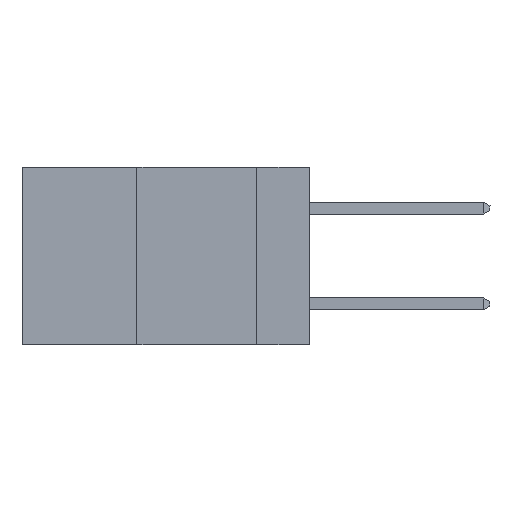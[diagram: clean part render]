
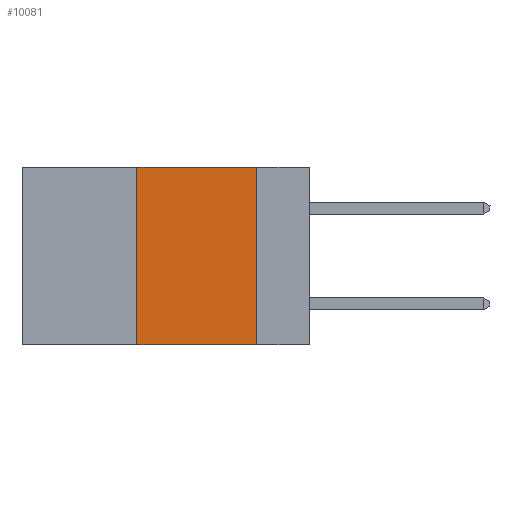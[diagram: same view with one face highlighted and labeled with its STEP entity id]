
A CAD part, left-side view. The second image highlights one B-rep face of the part: STEP entity #10081.
In plain terms, the highlighted planar face has unit normal (-1, 0, 0).
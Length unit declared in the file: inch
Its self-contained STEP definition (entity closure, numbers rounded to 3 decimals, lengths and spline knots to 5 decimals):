
#285 = CARTESIAN_POINT ( 'NONE',  ( 0., 0.36, -0.37 ) ) ;
#308 = DIRECTION ( 'NONE',  ( 0., -1., 0. ) ) ;
#1021 = CARTESIAN_POINT ( 'NONE',  ( 0., 0.11, 0. ) ) ;
#1516 = CARTESIAN_POINT ( 'NONE',  ( 0., 0.6, 0. ) ) ;
#2670 = DIRECTION ( 'NONE',  ( 0., 0., 1. ) ) ;
#2747 = PLANE ( 'NONE',  #3258 ) ;
#2775 = ORIENTED_EDGE ( 'NONE', *, *, #6874, .F. ) ;
#3258 = AXIS2_PLACEMENT_3D ( 'NONE', #15284, #6297, #4016 ) ;
#3550 = LINE ( 'NONE', #1021, #12626 ) ;
#3574 = EDGE_CURVE ( 'NONE', #3846, #9532, #3550, .T. ) ;
#3846 = VERTEX_POINT ( 'NONE', #14648 ) ;
#4016 = DIRECTION ( 'NONE',  ( 0., 0., -1. ) ) ;
#4019 = EDGE_LOOP ( 'NONE', ( #15409, #6401, #2775, #16476 ) ) ;
#4365 = VECTOR ( 'NONE', #308, 39.37008 ) ;
#4431 = CARTESIAN_POINT ( 'NONE',  ( 0., 0.11, -0.37 ) ) ;
#5249 = LINE ( 'NONE', #1516, #16470 ) ;
#5579 = VERTEX_POINT ( 'NONE', #15746 ) ;
#6297 = DIRECTION ( 'NONE',  ( 1., 0., 0. ) ) ;
#6401 = ORIENTED_EDGE ( 'NONE', *, *, #13106, .F. ) ;
#6469 = LINE ( 'NONE', #12942, #14302 ) ;
#6874 = EDGE_CURVE ( 'NONE', #16086, #5579, #6469, .T. ) ;
#7972 = LINE ( 'NONE', #13105, #4365 ) ;
#9532 = VERTEX_POINT ( 'NONE', #4431 ) ;
#10081 = ADVANCED_FACE ( 'NONE', ( #15372 ), #2747, .F. ) ;
#11270 = DIRECTION ( 'NONE',  ( 0., 0., -1. ) ) ;
#12626 = VECTOR ( 'NONE', #11270, 39.37008 ) ;
#12942 = CARTESIAN_POINT ( 'NONE',  ( 0., 0.36, 0. ) ) ;
#13105 = CARTESIAN_POINT ( 'NONE',  ( 0., 0.6, -0.37 ) ) ;
#13106 = EDGE_CURVE ( 'NONE', #5579, #3846, #5249, .T. ) ;
#14302 = VECTOR ( 'NONE', #2670, 39.37008 ) ;
#14648 = CARTESIAN_POINT ( 'NONE',  ( 0., 0.11, 0. ) ) ;
#15284 = CARTESIAN_POINT ( 'NONE',  ( 0., 0.6, 0. ) ) ;
#15372 = FACE_OUTER_BOUND ( 'NONE', #4019, .T. ) ;
#15409 = ORIENTED_EDGE ( 'NONE', *, *, #3574, .F. ) ;
#15501 = DIRECTION ( 'NONE',  ( 0., -1., 0. ) ) ;
#15519 = EDGE_CURVE ( 'NONE', #16086, #9532, #7972, .T. ) ;
#15746 = CARTESIAN_POINT ( 'NONE',  ( 0., 0.36, 0. ) ) ;
#16086 = VERTEX_POINT ( 'NONE', #285 ) ;
#16470 = VECTOR ( 'NONE', #15501, 39.37008 ) ;
#16476 = ORIENTED_EDGE ( 'NONE', *, *, #15519, .T. ) ;
